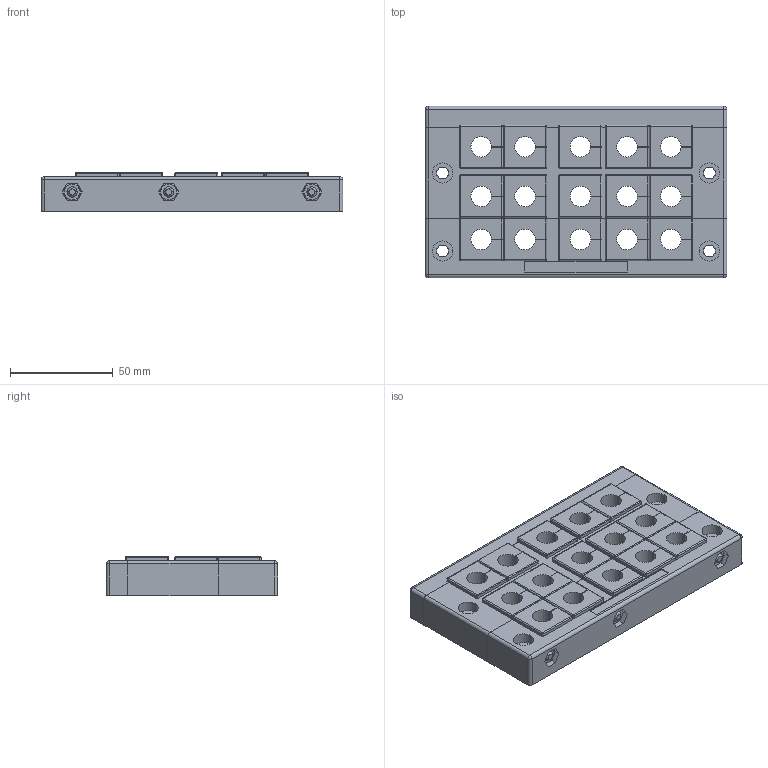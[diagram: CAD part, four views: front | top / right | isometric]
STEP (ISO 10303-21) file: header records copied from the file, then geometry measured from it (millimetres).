
FILE_DESCRIPTION(('STEP AP242'),'1');
FILE_NAME('42209.stp','2020-06-03T12:41:44',('TraceParts'),('TraceParts S.A.'),'Spatial InterOp 3D',' ',' ');
FILE_SCHEMA(('AP242_MANAGED_MODEL_BASED_3D_ENGINEERING_MIM_LF {1 0 10303 442 1 1 4}'));
Length unit declared in the file: millimetre
Products named in the file (1): 42209_1
Bounding box: 147 x 83.5 x 19 mm (x, y, z)
Volume: 203449.8 mm3; surface area: 96679.4 mm2
Topology: 24 solids, 24 shells, 766 faces, 1900 edges, 1136 vertices
Faces by surface type: plane 413, cylinder 253, sphere 64, cone 30, torus 6
Entity records: 22179 total; most frequent: CARTESIAN_POINT 3996, DIRECTION 3874, ORIENTED_EDGE 3672, EDGE_CURVE 1836, AXIS2_PLACEMENT_3D 1302, LINE 1270, VECTOR 1270, VERTEX_POINT 1136
